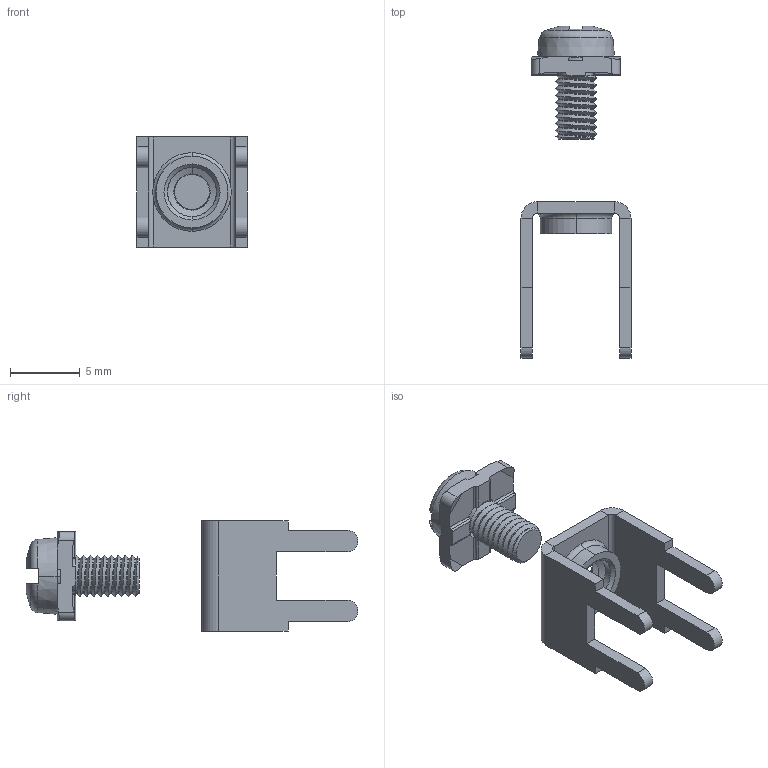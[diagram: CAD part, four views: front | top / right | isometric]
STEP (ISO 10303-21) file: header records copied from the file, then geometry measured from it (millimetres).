
FILE_DESCRIPTION (( 'STEP AP214' ), '1' );
FILE_NAME ('7771-SEMS.STEP', '2016-02-17T15:30:02', ( '' ), ( '' ), 'SwSTEP 2.0', 'SolidWorks 2013', '' );
FILE_SCHEMA (( 'AUTOMOTIVE_DESIGN' ));
Length unit declared in the file: inch
Products named in the file (1): 7771-SEMS
Bounding box: 7.87 x 23.75 x 7.87 mm (x, y, z)
Volume: 251.9 mm3; surface area: 703.4 mm2
Topology: 3 solids, 3 shells, 175 faces, 481 edges, 310 vertices
Faces by surface type: plane 93, cylinder 58, cone 14, torus 6, bspline 4
Entity records: 9098 total; most frequent: CARTESIAN_POINT 2512, ORIENTED_EDGE 958, DIRECTION 813, EDGE_CURVE 479, VERTEX_POINT 310, VECTOR 281, LINE 281, AXIS2_PLACEMENT_3D 266
